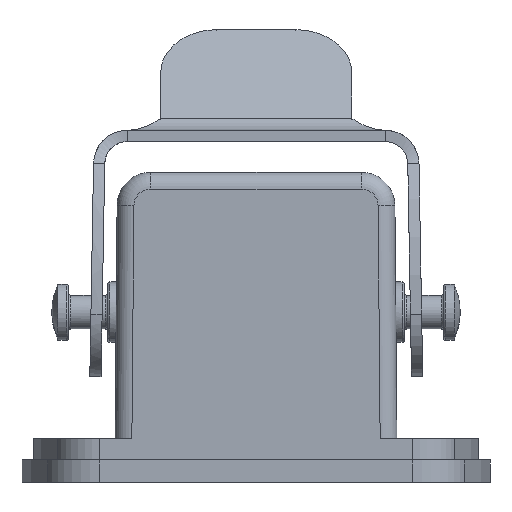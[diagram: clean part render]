
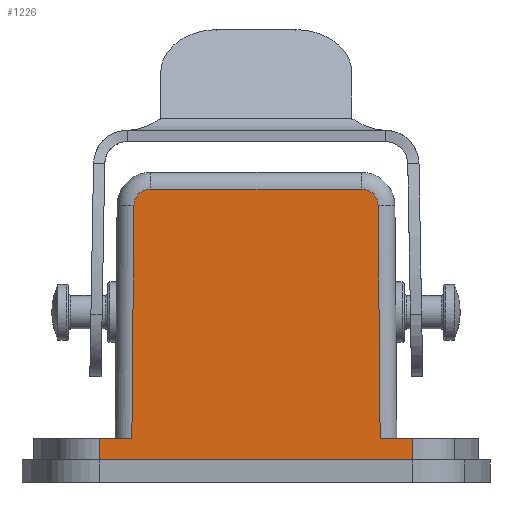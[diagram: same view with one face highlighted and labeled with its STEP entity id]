
A CAD part, left-side view. The second image highlights one B-rep face of the part: STEP entity #1226.
In plain terms, the highlighted planar face has unit normal (-1, 0, 0).
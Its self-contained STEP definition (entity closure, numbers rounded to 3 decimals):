
#1040=AXIS2_PLACEMENT_3D('Circle Axis2P3D',#1038,#1039,$) ;
#1136=AXIS2_PLACEMENT_3D('Circle Axis2P3D',#1134,#1135,$) ;
#1149=AXIS2_PLACEMENT_3D('Plane Axis2P3D',#1146,#1147,#1148) ;
#476=CARTESIAN_POINT('Vertex',(1.,30.408,26.2)) ;
#479=CARTESIAN_POINT('Line Origine',(1.,21.,26.2)) ;
#483=CARTESIAN_POINT('Vertex',(1.,11.592,26.2)) ;
#1038=CARTESIAN_POINT('Axis2P3D Location',(1.,11.592,24.7)) ;
#1042=CARTESIAN_POINT('Vertex',(1.,10.092,24.713)) ;
#1131=CARTESIAN_POINT('Vertex',(1.,31.908,24.713)) ;
#1134=CARTESIAN_POINT('Axis2P3D Location',(1.,30.408,24.7)) ;
#1146=CARTESIAN_POINT('Axis2P3D Location',(1.,21.,15.2)) ;
#1151=CARTESIAN_POINT('Line Origine',(1.,21.,2.)) ;
#1155=CARTESIAN_POINT('Vertex',(1.,7.,2.)) ;
#1157=CARTESIAN_POINT('Vertex',(1.,35.,2.)) ;
#1160=CARTESIAN_POINT('Line Origine',(1.,7.,2.95)) ;
#1164=CARTESIAN_POINT('Vertex',(1.,7.,3.9)) ;
#1167=CARTESIAN_POINT('Line Origine',(1.,7.705,3.9)) ;
#1171=CARTESIAN_POINT('Vertex',(1.,8.41,3.9)) ;
#1174=CARTESIAN_POINT('Line Origine',(1.,9.161,3.9)) ;
#1178=CARTESIAN_POINT('Vertex',(1.,9.911,3.9)) ;
#1181=CARTESIAN_POINT('Line Origine',(1.,10.001,14.307)) ;
#1186=CARTESIAN_POINT('Line Origine',(1.,31.999,14.307)) ;
#1190=CARTESIAN_POINT('Vertex',(1.,32.089,3.9)) ;
#1193=CARTESIAN_POINT('Line Origine',(1.,32.839,3.9)) ;
#1197=CARTESIAN_POINT('Vertex',(1.,33.59,3.9)) ;
#1200=CARTESIAN_POINT('Line Origine',(1.,34.295,3.9)) ;
#1204=CARTESIAN_POINT('Vertex',(1.,35.,3.9)) ;
#1207=CARTESIAN_POINT('Line Origine',(1.,35.,2.95)) ;
#480=DIRECTION('Vector Direction',(0.,1.,0.)) ;
#1039=DIRECTION('Axis2P3D Direction',(1.,0.,0.)) ;
#1135=DIRECTION('Axis2P3D Direction',(1.,0.,0.)) ;
#1147=DIRECTION('Axis2P3D Direction',(1.,0.,0.)) ;
#1148=DIRECTION('Axis2P3D XDirection',(0.,1.,0.)) ;
#1152=DIRECTION('Vector Direction',(0.,-1.,0.)) ;
#1161=DIRECTION('Vector Direction',(0.,0.,-1.)) ;
#1168=DIRECTION('Vector Direction',(0.,-1.,0.)) ;
#1175=DIRECTION('Vector Direction',(0.,1.,0.)) ;
#1182=DIRECTION('Vector Direction',(0.,-0.009,-1.)) ;
#1187=DIRECTION('Vector Direction',(0.,-0.009,1.)) ;
#1194=DIRECTION('Vector Direction',(0.,1.,0.)) ;
#1201=DIRECTION('Vector Direction',(0.,-1.,0.)) ;
#1208=DIRECTION('Vector Direction',(0.,0.,-1.)) ;
#481=VECTOR('Line Direction',#480,1.) ;
#1153=VECTOR('Line Direction',#1152,1.) ;
#1162=VECTOR('Line Direction',#1161,1.) ;
#1169=VECTOR('Line Direction',#1168,1.) ;
#1176=VECTOR('Line Direction',#1175,1.) ;
#1183=VECTOR('Line Direction',#1182,1.) ;
#1188=VECTOR('Line Direction',#1187,1.) ;
#1195=VECTOR('Line Direction',#1194,1.) ;
#1202=VECTOR('Line Direction',#1201,1.) ;
#1209=VECTOR('Line Direction',#1208,1.) ;
#1213=ORIENTED_EDGE('',*,*,#1159,.F.) ;
#1214=ORIENTED_EDGE('',*,*,#1166,.F.) ;
#1215=ORIENTED_EDGE('',*,*,#1173,.T.) ;
#1216=ORIENTED_EDGE('',*,*,#1180,.F.) ;
#1217=ORIENTED_EDGE('',*,*,#1185,.F.) ;
#1218=ORIENTED_EDGE('',*,*,#1044,.F.) ;
#1219=ORIENTED_EDGE('',*,*,#485,.F.) ;
#1220=ORIENTED_EDGE('',*,*,#1138,.F.) ;
#1221=ORIENTED_EDGE('',*,*,#1192,.F.) ;
#1222=ORIENTED_EDGE('',*,*,#1199,.F.) ;
#1223=ORIENTED_EDGE('',*,*,#1206,.T.) ;
#1224=ORIENTED_EDGE('',*,*,#1211,.T.) ;
#1226=ADVANCED_FACE('Hauptk\X2\00F6\X0\rper',(#1225),#1150,.F.) ;
#1041=CIRCLE('generated circle',#1040,1.5) ;
#1137=CIRCLE('generated circle',#1136,1.5) ;
#485=EDGE_CURVE('',#477,#484,#482,.F.) ;
#1044=EDGE_CURVE('',#484,#1043,#1041,.T.) ;
#1138=EDGE_CURVE('',#1132,#477,#1137,.T.) ;
#1159=EDGE_CURVE('',#1156,#1158,#1154,.F.) ;
#1166=EDGE_CURVE('',#1165,#1156,#1163,.T.) ;
#1173=EDGE_CURVE('',#1165,#1172,#1170,.F.) ;
#1180=EDGE_CURVE('',#1179,#1172,#1177,.F.) ;
#1185=EDGE_CURVE('',#1043,#1179,#1184,.T.) ;
#1192=EDGE_CURVE('',#1191,#1132,#1189,.T.) ;
#1199=EDGE_CURVE('',#1198,#1191,#1196,.F.) ;
#1206=EDGE_CURVE('',#1198,#1205,#1203,.F.) ;
#1211=EDGE_CURVE('',#1205,#1158,#1210,.T.) ;
#1212=EDGE_LOOP('',(#1213,#1214,#1215,#1216,#1217,#1218,#1219,#1220,#1221,#1222,#1223,#1224)) ;
#1225=FACE_OUTER_BOUND('',#1212,.T.) ;
#482=LINE('Line',#479,#481) ;
#1154=LINE('Line',#1151,#1153) ;
#1163=LINE('Line',#1160,#1162) ;
#1170=LINE('Line',#1167,#1169) ;
#1177=LINE('Line',#1174,#1176) ;
#1184=LINE('Line',#1181,#1183) ;
#1189=LINE('Line',#1186,#1188) ;
#1196=LINE('Line',#1193,#1195) ;
#1203=LINE('Line',#1200,#1202) ;
#1210=LINE('Line',#1207,#1209) ;
#1150=PLANE('',#1149) ;
#477=VERTEX_POINT('',#476) ;
#484=VERTEX_POINT('',#483) ;
#1043=VERTEX_POINT('',#1042) ;
#1132=VERTEX_POINT('',#1131) ;
#1156=VERTEX_POINT('',#1155) ;
#1158=VERTEX_POINT('',#1157) ;
#1165=VERTEX_POINT('',#1164) ;
#1172=VERTEX_POINT('',#1171) ;
#1179=VERTEX_POINT('',#1178) ;
#1191=VERTEX_POINT('',#1190) ;
#1198=VERTEX_POINT('',#1197) ;
#1205=VERTEX_POINT('',#1204) ;
